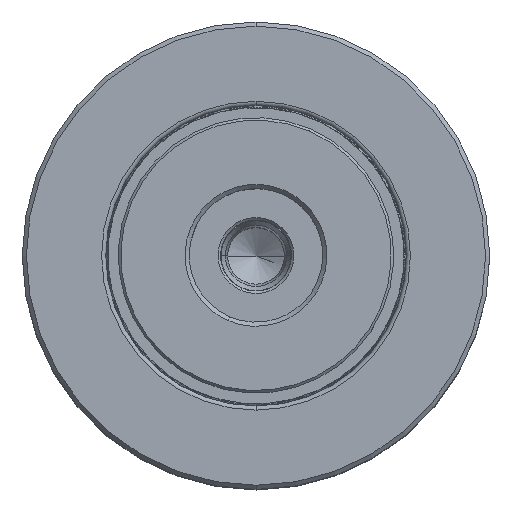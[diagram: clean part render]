
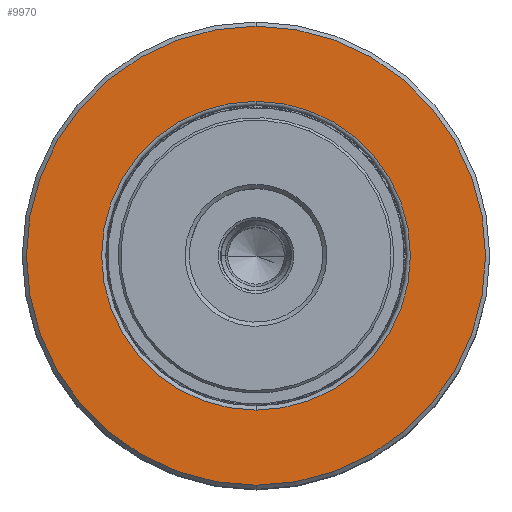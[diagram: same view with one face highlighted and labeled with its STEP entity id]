
A CAD part, top view. The second image highlights one B-rep face of the part: STEP entity #9970.
In plain terms, the highlighted face is planar.
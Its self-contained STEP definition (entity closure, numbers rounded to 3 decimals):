
#2721 = EDGE_CURVE ( 'NONE', #9817, #52730, #46903, .T. ) ;
#3175 = EDGE_LOOP ( 'NONE', ( #7315, #34281 ) ) ;
#3726 = CARTESIAN_POINT ( 'NONE',  ( 0., 33.687, -27.5 ) ) ;
#3914 = VERTEX_POINT ( 'NONE', #14991 ) ;
#6427 = ORIENTED_EDGE ( 'NONE', *, *, #18807, .F. ) ;
#7315 = ORIENTED_EDGE ( 'NONE', *, *, #2721, .T. ) ;
#8122 = EDGE_LOOP ( 'NONE', ( #22074, #6427 ) ) ;
#9506 = DIRECTION ( 'NONE',  ( 0., 0., -1. ) ) ;
#9612 = CARTESIAN_POINT ( 'NONE',  ( 0., 33.687, 0. ) ) ;
#9817 = VERTEX_POINT ( 'NONE', #16015 ) ;
#9970 = ADVANCED_FACE ( 'NONE', ( #44608, #33610 ), #21430, .T. ) ;
#10234 = AXIS2_PLACEMENT_3D ( 'NONE', #29401, #46012, #33728 ) ;
#10674 = DIRECTION ( 'NONE',  ( 0., -1., 0. ) ) ;
#11401 = AXIS2_PLACEMENT_3D ( 'NONE', #9612, #21547, #38188 ) ;
#11922 = CIRCLE ( 'NONE', #33571, 18.5 ) ;
#14991 = CARTESIAN_POINT ( 'NONE',  ( 0., 33.687, 27.5 ) ) ;
#15401 = CARTESIAN_POINT ( 'NONE',  ( 0., 33.687, 18.5 ) ) ;
#15688 = DIRECTION ( 'NONE',  ( 0., -1., 0. ) ) ;
#16015 = CARTESIAN_POINT ( 'NONE',  ( 0., 33.687, -18.5 ) ) ;
#18807 = EDGE_CURVE ( 'NONE', #3914, #51768, #42415, .T. ) ;
#19368 = CIRCLE ( 'NONE', #21083, 27.5 ) ;
#20707 = EDGE_CURVE ( 'NONE', #52730, #9817, #11922, .T. ) ;
#21083 = AXIS2_PLACEMENT_3D ( 'NONE', #27984, #15688, #32126 ) ;
#21430 = PLANE ( 'NONE',  #10234 ) ;
#21435 = CARTESIAN_POINT ( 'NONE',  ( 0., 33.687, 0. ) ) ;
#21547 = DIRECTION ( 'NONE',  ( 0., -1., 0. ) ) ;
#22074 = ORIENTED_EDGE ( 'NONE', *, *, #35284, .F. ) ;
#27984 = CARTESIAN_POINT ( 'NONE',  ( 0., 33.687, 0. ) ) ;
#29401 = CARTESIAN_POINT ( 'NONE',  ( 27.5, 33.687, 0. ) ) ;
#32126 = DIRECTION ( 'NONE',  ( 0., 0., -1. ) ) ;
#33358 = AXIS2_PLACEMENT_3D ( 'NONE', #35433, #10674, #39434 ) ;
#33571 = AXIS2_PLACEMENT_3D ( 'NONE', #21435, #42054, #9506 ) ;
#33610 = FACE_OUTER_BOUND ( 'NONE', #8122, .T. ) ;
#33728 = DIRECTION ( 'NONE',  ( 0., 0., 1. ) ) ;
#34281 = ORIENTED_EDGE ( 'NONE', *, *, #20707, .T. ) ;
#35284 = EDGE_CURVE ( 'NONE', #51768, #3914, #19368, .T. ) ;
#35433 = CARTESIAN_POINT ( 'NONE',  ( 0., 33.687, 0. ) ) ;
#38188 = DIRECTION ( 'NONE',  ( 0., 0., -1. ) ) ;
#39434 = DIRECTION ( 'NONE',  ( 0., 0., -1. ) ) ;
#42054 = DIRECTION ( 'NONE',  ( 0., -1., 0. ) ) ;
#42415 = CIRCLE ( 'NONE', #11401, 27.5 ) ;
#44608 = FACE_BOUND ( 'NONE', #3175, .T. ) ;
#46012 = DIRECTION ( 'NONE',  ( 0., 1., 0. ) ) ;
#46903 = CIRCLE ( 'NONE', #33358, 18.5 ) ;
#51768 = VERTEX_POINT ( 'NONE', #3726 ) ;
#52730 = VERTEX_POINT ( 'NONE', #15401 ) ;
